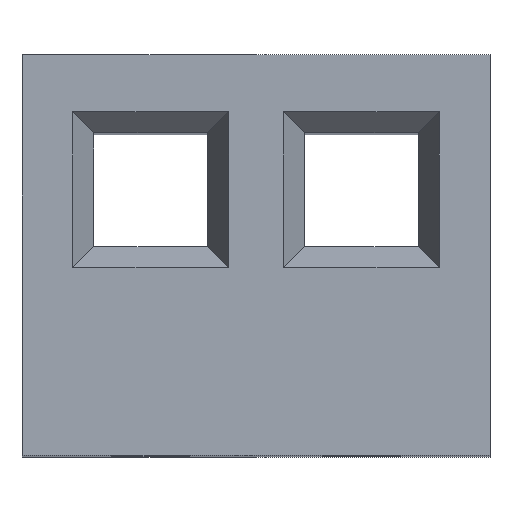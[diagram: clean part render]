
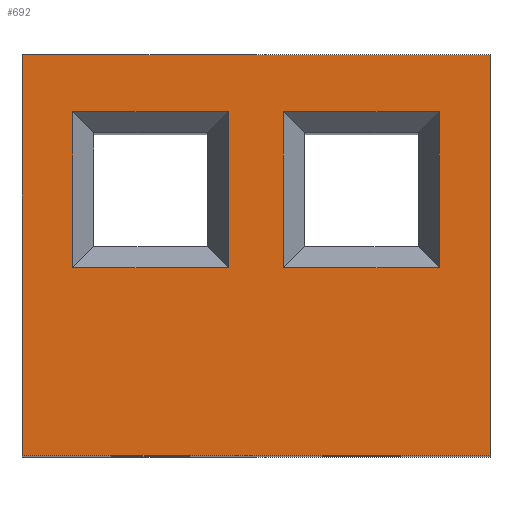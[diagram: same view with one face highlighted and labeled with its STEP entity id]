
A CAD part, top view. The second image highlights one B-rep face of the part: STEP entity #692.
In plain terms, the highlighted planar face has unit normal (0, 0, 1).
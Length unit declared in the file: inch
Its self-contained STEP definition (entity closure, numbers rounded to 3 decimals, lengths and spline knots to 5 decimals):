
#1=DIRECTION('',(-1.,0.,0.));
#2=VECTOR('',#1,0.222);
#3=CARTESIAN_POINT('',(0.111,0.,0.));
#4=LINE('',#3,#2);
#5=DIRECTION('',(0.,1.,0.));
#6=VECTOR('',#5,0.19);
#7=CARTESIAN_POINT('',(-0.111,0.,0.));
#8=LINE('',#7,#6);
#9=DIRECTION('',(1.,0.,0.));
#10=VECTOR('',#9,0.222);
#11=CARTESIAN_POINT('',(-0.111,0.19,0.));
#12=LINE('',#11,#10);
#13=DIRECTION('',(0.,-1.,0.));
#14=VECTOR('',#13,0.19);
#15=CARTESIAN_POINT('',(0.111,0.19,0.));
#16=LINE('',#15,#14);
#17=DIRECTION('',(0.,-1.,0.));
#18=VECTOR('',#17,0.074);
#19=CARTESIAN_POINT('',(-0.087,0.163,0.));
#20=LINE('',#19,#18);
#21=DIRECTION('',(1.,0.,0.));
#22=VECTOR('',#21,0.074);
#23=CARTESIAN_POINT('',(-0.087,0.089,0.));
#24=LINE('',#23,#22);
#25=DIRECTION('',(0.,1.,0.));
#26=VECTOR('',#25,0.074);
#27=CARTESIAN_POINT('',(-0.013,0.089,0.));
#28=LINE('',#27,#26);
#29=DIRECTION('',(-1.,0.,0.));
#30=VECTOR('',#29,0.074);
#31=CARTESIAN_POINT('',(-0.013,0.163,0.));
#32=LINE('',#31,#30);
#33=DIRECTION('',(0.,-1.,0.));
#34=VECTOR('',#33,0.074);
#35=CARTESIAN_POINT('',(0.013,0.163,0.));
#36=LINE('',#35,#34);
#37=DIRECTION('',(1.,0.,0.));
#38=VECTOR('',#37,0.074);
#39=CARTESIAN_POINT('',(0.013,0.089,0.));
#40=LINE('',#39,#38);
#41=DIRECTION('',(0.,1.,0.));
#42=VECTOR('',#41,0.074);
#43=CARTESIAN_POINT('',(0.087,0.089,0.));
#44=LINE('',#43,#42);
#45=DIRECTION('',(-1.,0.,0.));
#46=VECTOR('',#45,0.074);
#47=CARTESIAN_POINT('',(0.087,0.163,0.));
#48=LINE('',#47,#46);
#497=CARTESIAN_POINT('',(0.111,0.,0.));
#498=CARTESIAN_POINT('',(-0.111,0.,0.));
#499=VERTEX_POINT('',#497);
#500=VERTEX_POINT('',#498);
#501=CARTESIAN_POINT('',(-0.111,0.19,0.));
#502=VERTEX_POINT('',#501);
#503=CARTESIAN_POINT('',(0.111,0.19,0.));
#504=VERTEX_POINT('',#503);
#533=CARTESIAN_POINT('',(-0.087,0.163,0.));
#534=CARTESIAN_POINT('',(-0.087,0.089,0.));
#535=VERTEX_POINT('',#533);
#536=VERTEX_POINT('',#534);
#537=CARTESIAN_POINT('',(-0.013,0.089,0.));
#538=VERTEX_POINT('',#537);
#539=CARTESIAN_POINT('',(-0.013,0.163,0.));
#540=VERTEX_POINT('',#539);
#557=CARTESIAN_POINT('',(0.013,0.163,0.));
#558=CARTESIAN_POINT('',(0.013,0.089,0.));
#559=VERTEX_POINT('',#557);
#560=VERTEX_POINT('',#558);
#561=CARTESIAN_POINT('',(0.087,0.089,0.));
#562=VERTEX_POINT('',#561);
#563=CARTESIAN_POINT('',(0.087,0.163,0.));
#564=VERTEX_POINT('',#563);
#657=CARTESIAN_POINT('',(0.,0.,0.));
#658=DIRECTION('',(0.,0.,-1.));
#659=DIRECTION('',(-1.,0.,0.));
#660=AXIS2_PLACEMENT_3D('',#657,#658,#659);
#661=PLANE('',#660);
#663=ORIENTED_EDGE('',*,*,#662,.T.);
#665=ORIENTED_EDGE('',*,*,#664,.T.);
#667=ORIENTED_EDGE('',*,*,#666,.T.);
#669=ORIENTED_EDGE('',*,*,#668,.T.);
#670=EDGE_LOOP('',(#663,#665,#667,#669));
#671=FACE_OUTER_BOUND('',#670,.F.);
#673=ORIENTED_EDGE('',*,*,#672,.T.);
#675=ORIENTED_EDGE('',*,*,#674,.T.);
#677=ORIENTED_EDGE('',*,*,#676,.T.);
#679=ORIENTED_EDGE('',*,*,#678,.T.);
#680=EDGE_LOOP('',(#673,#675,#677,#679));
#681=FACE_BOUND('',#680,.F.);
#683=ORIENTED_EDGE('',*,*,#682,.T.);
#685=ORIENTED_EDGE('',*,*,#684,.T.);
#687=ORIENTED_EDGE('',*,*,#686,.T.);
#689=ORIENTED_EDGE('',*,*,#688,.T.);
#690=EDGE_LOOP('',(#683,#685,#687,#689));
#691=FACE_BOUND('',#690,.F.);
#692=ADVANCED_FACE('',(#671,#681,#691),#661,.F.);
#662=EDGE_CURVE('',#499,#500,#4,.T.);
#664=EDGE_CURVE('',#500,#502,#8,.T.);
#666=EDGE_CURVE('',#502,#504,#12,.T.);
#668=EDGE_CURVE('',#504,#499,#16,.T.);
#672=EDGE_CURVE('',#535,#536,#20,.T.);
#674=EDGE_CURVE('',#536,#538,#24,.T.);
#676=EDGE_CURVE('',#538,#540,#28,.T.);
#678=EDGE_CURVE('',#540,#535,#32,.T.);
#682=EDGE_CURVE('',#559,#560,#36,.T.);
#684=EDGE_CURVE('',#560,#562,#40,.T.);
#686=EDGE_CURVE('',#562,#564,#44,.T.);
#688=EDGE_CURVE('',#564,#559,#48,.T.);
